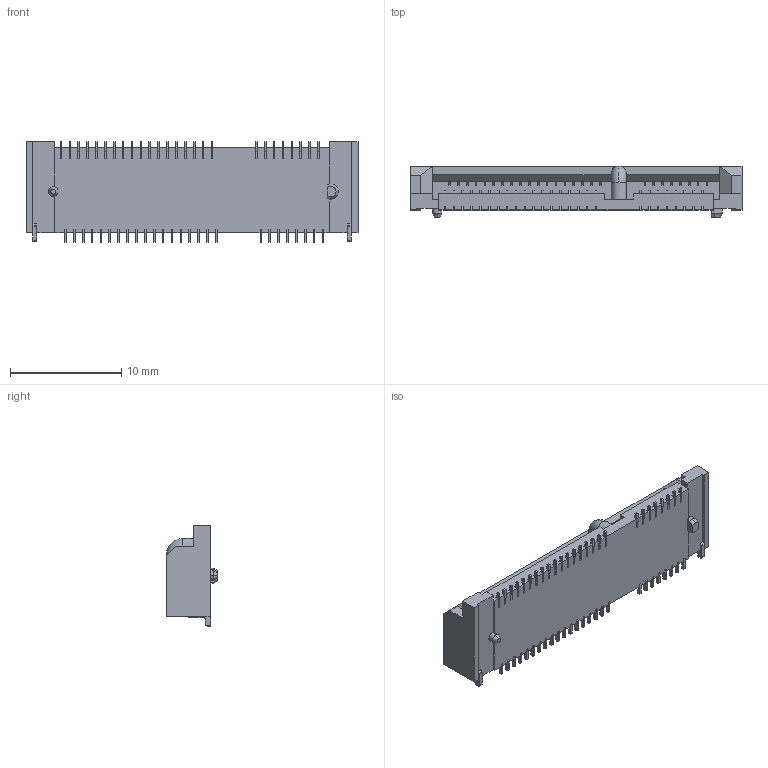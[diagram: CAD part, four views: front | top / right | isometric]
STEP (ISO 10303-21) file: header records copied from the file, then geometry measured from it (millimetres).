
FILE_DESCRIPTION(('STEP AP242'),'1');
FILE_NAME('2041119-1.stp','2022-07-26T14:04:13',('TraceParts'),('TraceParts S.A.'),'Spatial InterOp 3D',' ',' ');
FILE_SCHEMA(('AP242_MANAGED_MODEL_BASED_3D_ENGINEERING_MIM_LF {1 0 10303 442 1 1 4}'));
Length unit declared in the file: millimetre
Products named in the file (1): 2041119-1
Bounding box: 29.9 x 4.65 x 9.09 mm (x, y, z)
Volume: 681.8 mm3; surface area: 960.7 mm2
Topology: 1 solids, 1 shells, 1179 faces, 3544 edges, 2341 vertices
Faces by surface type: plane 662, cylinder 508, cone 7, torus 2
Entity records: 57601 total; most frequent: ORIENTED_EDGE 7088, CARTESIAN_POINT 7073, DIRECTION 6938, EDGE_CURVE 3544, STYLED_ITEM 3512, PRESENTATION_STYLE_ASSIGNMENT 3512, COLOUR_RGB 3512, CURVE_STYLE 3511
